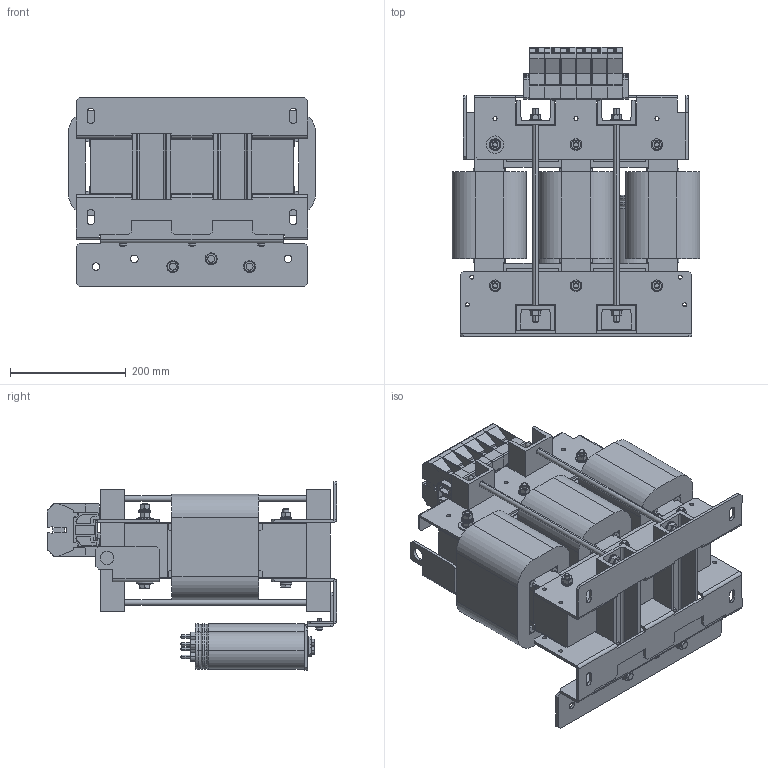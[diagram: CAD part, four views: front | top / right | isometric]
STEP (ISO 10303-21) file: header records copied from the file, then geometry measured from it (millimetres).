
FILE_DESCRIPTION (( 'STEP AP214' ), '1' );
FILE_NAME ('B 1002053.STEP', '2014-04-24T09:57:48', ( '' ), ( '' ), 'SwSTEP 2.0', 'SolidWorks 2012', '' );
FILE_SCHEMA (( 'AUTOMOTIVE_DESIGN' ));
Length unit declared in the file: millimetre
Products named in the file (28): +2216-0033; WDU 95N_120N beige +2210-0083; #700-1357; hex thin nut chamfered gradeab_din_Hexagon Thin Nut ISO 4035 - M12 - N; toothed lock washer 1_din_DIN 6797-A13; pan head cross recess screw_din_ISO 7045 - M6 x 16 - Z --- 16N; plain washer grade a_din_Washer DIN 125 - A 6.4; M10x130DIN933; M10x140DIN933; hex nut style 1 gradeab_din_Hexagon Nut ISO 4032 - M10 - D - N; curved spring lock washer_din_Spring washer DIN 128 - A10; plain washer grade a_din_Washer DIN 125 - A 10.5; Isolierbuchse M10_M05; plain washer large_din_Washer DIN 9021 - 10.5; #050-0965; +3810-0160; Eckprofil 7x150mm; #144-0209; #040-1288; #040-1289a; #040-1310; #050-1043_140303 Version a; #080-0624; Alu-Platte 90x55x2mm; Kern f黵 B 1002053; HGW-Platte 150x80x1mm; Wickel f黵 B 1002053; B 1002053
Assembly tree (128 placements, depth 2):
  B 1002053
    Wickel f黵 B 1002053  x3
    HGW-Platte 150x80x1mm  x6
    Kern f黵 B 1002053
    Alu-Platte 90x55x2mm  x8
    #080-0624
    #050-1043_140303 Version a
    #040-1310
    #040-1289a
    #040-1288
    #144-0209  x6
    Eckprofil 7x150mm  x12
    +3810-0160  x3
    #050-0965  x4
    plain washer large_din_Washer DIN 9021 - 10.5  x2
    Isolierbuchse M10_M05  x10
    plain washer grade a_din_Washer DIN 125 - A 10.5  x22
    curved spring lock washer_din_Spring washer DIN 128 - A10
    hex nut style 1 gradeab_din_Hexagon Nut ISO 4032 - M10 - D - N  x15
    M10x140DIN933
    M10x130DIN933  x5
    plain washer grade a_din_Washer DIN 125 - A 6.4  x3
    pan head cross recess screw_din_ISO 7045 - M6 x 16 - Z --- 16N  x3
    toothed lock washer 1_din_DIN 6797-A13  x3
    hex thin nut chamfered gradeab_din_Hexagon Thin Nut ISO 4035 - M12 - N  x3
    #700-1357  x4
    WDU 95N_120N beige +2210-0083  x6
    +2216-0033  x2
Bounding box: 428.65 x 500.5 x 326 mm (x, y, z)
Volume: 19491016.1 mm3; surface area: 2778803.2 mm2
Topology: 128 solids, 128 shells, 3894 faces, 10097 edges, 6471 vertices
Faces by surface type: plane 2556, cylinder 916, cone 334, torus 72, bspline 10, sphere 6
Entity records: 36059 total; most frequent: CARTESIAN_POINT 7056, DIRECTION 5788, ORIENTED_EDGE 5600, EDGE_CURVE 2800, VECTOR 1952, LINE 1952, AXIS2_PLACEMENT_3D 1918, VERTEX_POINT 1802
